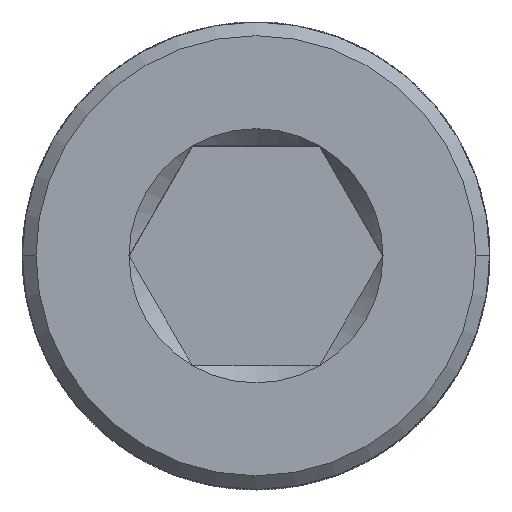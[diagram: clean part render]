
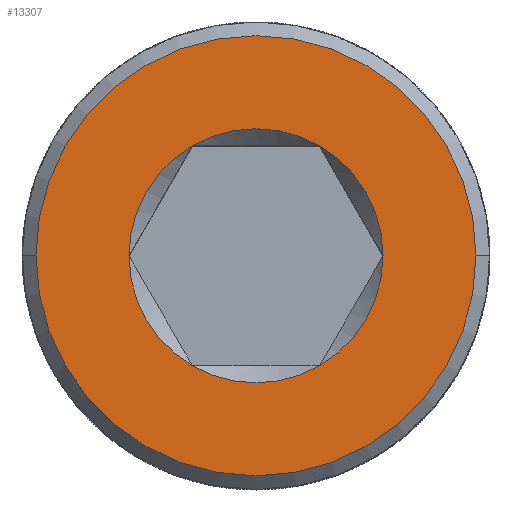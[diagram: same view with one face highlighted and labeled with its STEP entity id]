
A CAD part, top view. The second image highlights one B-rep face of the part: STEP entity #13307.
In plain terms, the highlighted planar face has unit normal (0, 0, 1).
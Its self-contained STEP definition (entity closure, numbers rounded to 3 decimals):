
#796 = AXIS2_PLACEMENT_3D ( 'NONE', #4068, #8929, #2518 ) ;
#877 = AXIS2_PLACEMENT_3D ( 'NONE', #14697, #3773, #19238 ) ;
#1110 = FACE_BOUND ( 'NONE', #6792, .T. ) ;
#1242 = ORIENTED_EDGE ( 'NONE', *, *, #8418, .F. ) ;
#1610 = ORIENTED_EDGE ( 'NONE', *, *, #5166, .F. ) ;
#1650 = EDGE_CURVE ( 'NONE', #2040, #18785, #16461, .T. ) ;
#2040 = VERTEX_POINT ( 'NONE', #9538 ) ;
#2518 = DIRECTION ( 'NONE',  ( 1., 0., 0. ) ) ;
#2566 = CARTESIAN_POINT ( 'NONE',  ( 4., 0., 17.5 ) ) ;
#2575 = ORIENTED_EDGE ( 'NONE', *, *, #6403, .F. ) ;
#2660 = EDGE_CURVE ( 'NONE', #4874, #16823, #15958, .T. ) ;
#2706 = CIRCLE ( 'NONE', #14010, 2.309 ) ;
#3088 = CARTESIAN_POINT ( 'NONE',  ( 0., 0., 17.5 ) ) ;
#3520 = VERTEX_POINT ( 'NONE', #10832 ) ;
#3773 = DIRECTION ( 'NONE',  ( 0., 0., -1. ) ) ;
#4068 = CARTESIAN_POINT ( 'NONE',  ( 0., 0., 17.5 ) ) ;
#4444 = CARTESIAN_POINT ( 'NONE',  ( 0., 0., 17.5 ) ) ;
#4506 = DIRECTION ( 'NONE',  ( 0., 0., 1. ) ) ;
#4585 = AXIS2_PLACEMENT_3D ( 'NONE', #3088, #15559, #17113 ) ;
#4611 = VERTEX_POINT ( 'NONE', #16004 ) ;
#4799 = AXIS2_PLACEMENT_3D ( 'NONE', #15499, #16831, #9106 ) ;
#4874 = VERTEX_POINT ( 'NONE', #2566 ) ;
#4903 = CIRCLE ( 'NONE', #4585, 2.309 ) ;
#5011 = EDGE_CURVE ( 'NONE', #3520, #4611, #16043, .T. ) ;
#5166 = EDGE_CURVE ( 'NONE', #16823, #4874, #17491, .T. ) ;
#5248 = CIRCLE ( 'NONE', #796, 2.309 ) ;
#5385 = DIRECTION ( 'NONE',  ( -1., 0., 0. ) ) ;
#5777 = CARTESIAN_POINT ( 'NONE',  ( 0., 0., 17.5 ) ) ;
#5922 = CARTESIAN_POINT ( 'NONE',  ( -1.155, -2., 17.5 ) ) ;
#6351 = CARTESIAN_POINT ( 'NONE',  ( 0., 0., 17.5 ) ) ;
#6403 = EDGE_CURVE ( 'NONE', #7134, #3520, #6461, .T. ) ;
#6461 = CIRCLE ( 'NONE', #6916, 2.309 ) ;
#6696 = CARTESIAN_POINT ( 'NONE',  ( 0., 0., 17.5 ) ) ;
#6792 = EDGE_LOOP ( 'NONE', ( #8394, #2575, #14002, #1242, #16364, #6817 ) ) ;
#6817 = ORIENTED_EDGE ( 'NONE', *, *, #16530, .F. ) ;
#6916 = AXIS2_PLACEMENT_3D ( 'NONE', #5777, #10582, #18397 ) ;
#7134 = VERTEX_POINT ( 'NONE', #7317 ) ;
#7317 = CARTESIAN_POINT ( 'NONE',  ( 1.155, -2., 17.5 ) ) ;
#7524 = PLANE ( 'NONE',  #4799 ) ;
#8092 = EDGE_LOOP ( 'NONE', ( #1610, #18064 ) ) ;
#8394 = ORIENTED_EDGE ( 'NONE', *, *, #5011, .F. ) ;
#8418 = EDGE_CURVE ( 'NONE', #18785, #13294, #2706, .T. ) ;
#8929 = DIRECTION ( 'NONE',  ( 0., 0., 1. ) ) ;
#9106 = DIRECTION ( 'NONE',  ( 1., 0., 0. ) ) ;
#9414 = FACE_OUTER_BOUND ( 'NONE', #8092, .T. ) ;
#9538 = CARTESIAN_POINT ( 'NONE',  ( -1.155, 2., 17.5 ) ) ;
#9608 = AXIS2_PLACEMENT_3D ( 'NONE', #4444, #4506, #13648 ) ;
#9825 = DIRECTION ( 'NONE',  ( 0., 0., 1. ) ) ;
#10582 = DIRECTION ( 'NONE',  ( 0., 0., 1. ) ) ;
#10832 = CARTESIAN_POINT ( 'NONE',  ( 2.309, 0., 17.5 ) ) ;
#11406 = CARTESIAN_POINT ( 'NONE',  ( -2.309, 0., 17.5 ) ) ;
#12807 = CARTESIAN_POINT ( 'NONE',  ( -4., 0., 17.5 ) ) ;
#12942 = DIRECTION ( 'NONE',  ( 1., 0., 0. ) ) ;
#13294 = VERTEX_POINT ( 'NONE', #5922 ) ;
#13307 = ADVANCED_FACE ( 'NONE', ( #1110, #9414 ), #7524, .T. ) ;
#13648 = DIRECTION ( 'NONE',  ( 1., 0., 0. ) ) ;
#14002 = ORIENTED_EDGE ( 'NONE', *, *, #16007, .F. ) ;
#14010 = AXIS2_PLACEMENT_3D ( 'NONE', #19342, #9825, #12942 ) ;
#14697 = CARTESIAN_POINT ( 'NONE',  ( 0., 0., 17.5 ) ) ;
#15499 = CARTESIAN_POINT ( 'NONE',  ( 0., 0., 17.5 ) ) ;
#15559 = DIRECTION ( 'NONE',  ( 0., 0., 1. ) ) ;
#15958 = CIRCLE ( 'NONE', #18451, 4. ) ;
#16004 = CARTESIAN_POINT ( 'NONE',  ( 1.155, 2., 17.5 ) ) ;
#16007 = EDGE_CURVE ( 'NONE', #13294, #7134, #5248, .T. ) ;
#16043 = CIRCLE ( 'NONE', #17971, 2.309 ) ;
#16364 = ORIENTED_EDGE ( 'NONE', *, *, #1650, .F. ) ;
#16461 = CIRCLE ( 'NONE', #9608, 2.309 ) ;
#16530 = EDGE_CURVE ( 'NONE', #4611, #2040, #4903, .T. ) ;
#16823 = VERTEX_POINT ( 'NONE', #12807 ) ;
#16831 = DIRECTION ( 'NONE',  ( 0., 0., 1. ) ) ;
#17113 = DIRECTION ( 'NONE',  ( 1., 0., 0. ) ) ;
#17136 = DIRECTION ( 'NONE',  ( 1., 0., 0. ) ) ;
#17266 = DIRECTION ( 'NONE',  ( 0., 0., 1. ) ) ;
#17491 = CIRCLE ( 'NONE', #877, 4. ) ;
#17971 = AXIS2_PLACEMENT_3D ( 'NONE', #6351, #17266, #17136 ) ;
#18064 = ORIENTED_EDGE ( 'NONE', *, *, #2660, .F. ) ;
#18397 = DIRECTION ( 'NONE',  ( 1., 0., 0. ) ) ;
#18451 = AXIS2_PLACEMENT_3D ( 'NONE', #6696, #19233, #5385 ) ;
#18785 = VERTEX_POINT ( 'NONE', #11406 ) ;
#19233 = DIRECTION ( 'NONE',  ( 0., 0., -1. ) ) ;
#19238 = DIRECTION ( 'NONE',  ( -1., 0., 0. ) ) ;
#19342 = CARTESIAN_POINT ( 'NONE',  ( 0., 0., 17.5 ) ) ;
